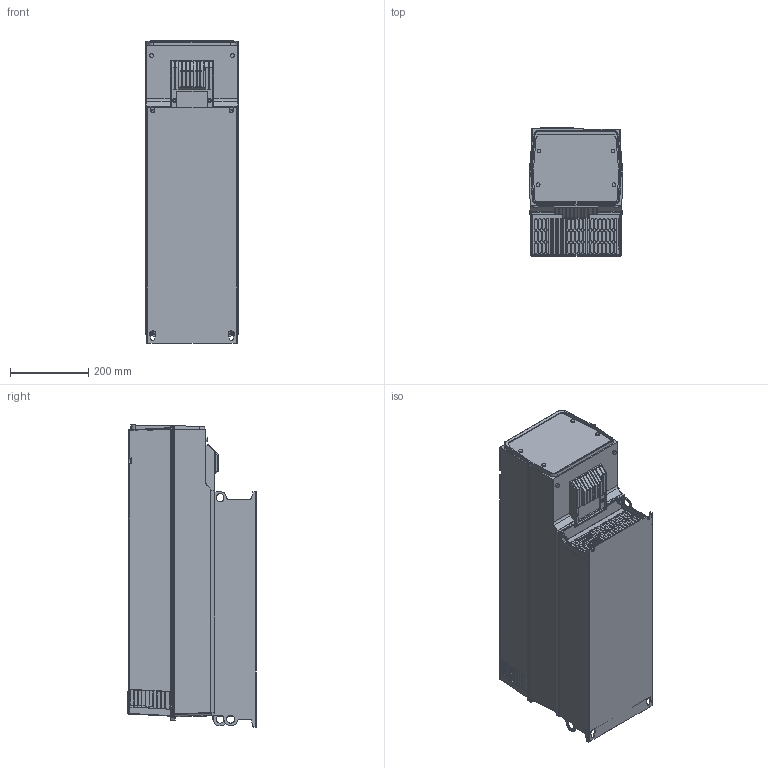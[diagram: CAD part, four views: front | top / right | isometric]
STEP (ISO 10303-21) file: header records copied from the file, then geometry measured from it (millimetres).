
FILE_DESCRIPTION((''),'2;1');
FILE_NAME('PRT0025','2024-07-23T10:12:43',('U388355'),('Danfoss Drives'),'CREO PARAMETRIC BY PTC INC, 2022124','CREO PARAMETRIC BY PTC INC, 2022124','');
FILE_SCHEMA(('CONFIG_CONTROL_DESIGN','GEOMETRIC_VALIDATION_PROPERTIES_MIM'));
Products named in the file (1): PRT0025
Bounding box: 238.96 x 327 x 770.37 mm (x, y, z)
Volume: 49453704.9 mm3; surface area: 1042997.5 mm2
Topology: 1 solids, 6 shells, 2216 faces, 5716 edges, 3676 vertices
Faces by surface type: plane 1220, cylinder 647, extrusion 164, bspline 106, cone 54, torus 21, sphere 4
Entity records: 96838 total; most frequent: CARTESIAN_POINT 26647, ORIENTED_EDGE 11418, DIRECTION 10004, EDGE_CURVE 5709, VECTOR 3856, LINE 3692, VERTEX_POINT 3675, AXIS2_PLACEMENT_3D 3074
